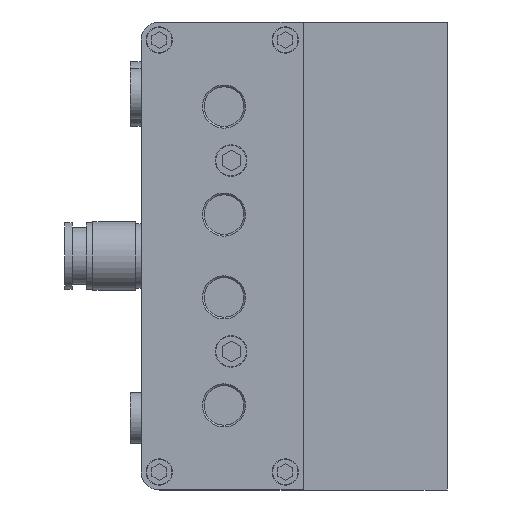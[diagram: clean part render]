
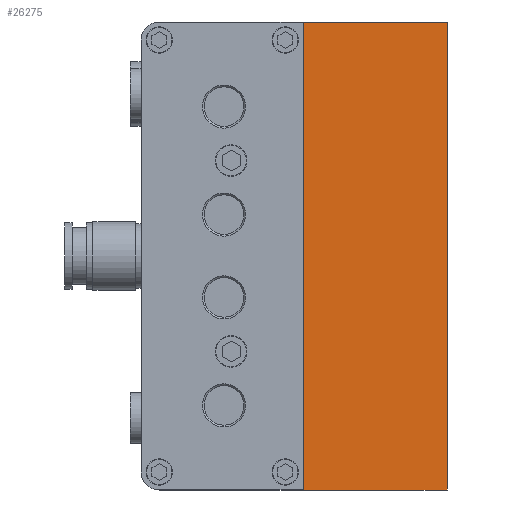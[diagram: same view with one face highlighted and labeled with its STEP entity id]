
A CAD part, left-side view. The second image highlights one B-rep face of the part: STEP entity #26275.
In plain terms, the highlighted planar face has unit normal (-1, 0, 0).
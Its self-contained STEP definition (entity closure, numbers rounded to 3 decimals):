
#1064 = EDGE_CURVE ( 'NONE', #15000, #1354, #4504, .T. ) ;
#1343 = VECTOR ( 'NONE', #11698, 1000. ) ;
#1354 = VERTEX_POINT ( 'NONE', #22587 ) ;
#2556 = EDGE_CURVE ( 'NONE', #3647, #24979, #3812, .T. ) ;
#3647 = VERTEX_POINT ( 'NONE', #19934 ) ;
#3812 = LINE ( 'NONE', #17433, #11997 ) ;
#4504 = LINE ( 'NONE', #17947, #34479 ) ;
#6360 = FACE_OUTER_BOUND ( 'NONE', #22135, .T. ) ;
#8666 = CARTESIAN_POINT ( 'NONE',  ( -266., -40., 65. ) ) ;
#9326 = DIRECTION ( 'NONE',  ( 0., 0., -1. ) ) ;
#11151 = CARTESIAN_POINT ( 'NONE',  ( -266., 0., 65. ) ) ;
#11698 = DIRECTION ( 'NONE',  ( 0., 0., -1. ) ) ;
#11997 = VECTOR ( 'NONE', #19401, 1000. ) ;
#12371 = AXIS2_PLACEMENT_3D ( 'NONE', #8666, #22488, #27871 ) ;
#14318 = VECTOR ( 'NONE', #9326, 1000. ) ;
#15000 = VERTEX_POINT ( 'NONE', #34068 ) ;
#15092 = ORIENTED_EDGE ( 'NONE', *, *, #1064, .F. ) ;
#17102 = PLANE ( 'NONE',  #12371 ) ;
#17433 = CARTESIAN_POINT ( 'NONE',  ( -266., -40., 65. ) ) ;
#17947 = CARTESIAN_POINT ( 'NONE',  ( -266., -40., -65. ) ) ;
#18413 = LINE ( 'NONE', #34085, #14318 ) ;
#19240 = LINE ( 'NONE', #11151, #1343 ) ;
#19401 = DIRECTION ( 'NONE',  ( 0., 1., 0. ) ) ;
#19934 = CARTESIAN_POINT ( 'NONE',  ( -266., -40., 65. ) ) ;
#21242 = ORIENTED_EDGE ( 'NONE', *, *, #24351, .F. ) ;
#22021 = ORIENTED_EDGE ( 'NONE', *, *, #2556, .T. ) ;
#22135 = EDGE_LOOP ( 'NONE', ( #30921, #15092, #21242, #22021 ) ) ;
#22488 = DIRECTION ( 'NONE',  ( 1., 0., 0. ) ) ;
#22587 = CARTESIAN_POINT ( 'NONE',  ( -266., 0., -65. ) ) ;
#24351 = EDGE_CURVE ( 'NONE', #3647, #15000, #18413, .T. ) ;
#24979 = VERTEX_POINT ( 'NONE', #31614 ) ;
#26275 = ADVANCED_FACE ( 'NONE', ( #6360 ), #17102, .F. ) ;
#27871 = DIRECTION ( 'NONE',  ( 0., 0., -1. ) ) ;
#29414 = DIRECTION ( 'NONE',  ( 0., 1., 0. ) ) ;
#30921 = ORIENTED_EDGE ( 'NONE', *, *, #33988, .T. ) ;
#31614 = CARTESIAN_POINT ( 'NONE',  ( -266., 0., 65. ) ) ;
#33988 = EDGE_CURVE ( 'NONE', #24979, #1354, #19240, .T. ) ;
#34068 = CARTESIAN_POINT ( 'NONE',  ( -266., -40., -65. ) ) ;
#34085 = CARTESIAN_POINT ( 'NONE',  ( -266., -40., 65. ) ) ;
#34479 = VECTOR ( 'NONE', #29414, 1000. ) ;
